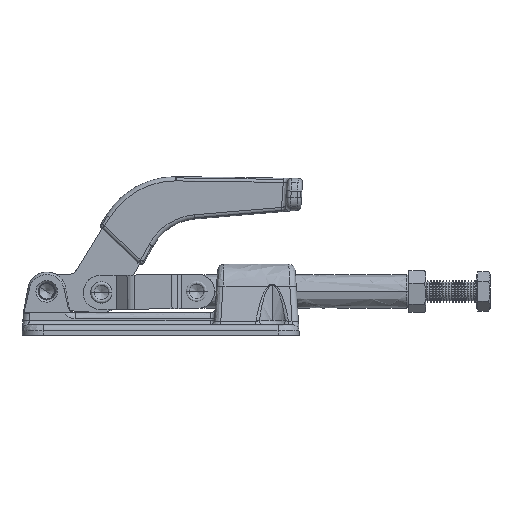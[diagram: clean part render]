
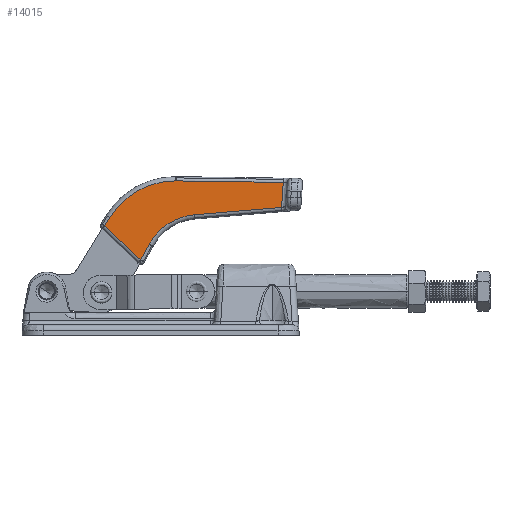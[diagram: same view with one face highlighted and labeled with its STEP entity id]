
A CAD part, left-side view. The second image highlights one B-rep face of the part: STEP entity #14015.
In plain terms, the highlighted planar face has unit normal (-1, 0, 0).
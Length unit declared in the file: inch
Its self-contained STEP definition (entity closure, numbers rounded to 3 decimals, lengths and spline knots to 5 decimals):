
#6318=EDGE_CURVE('',#14861,#9239,#19061,.T.);
#7712=EDGE_CURVE('',#17466,#16068,#20540,.T.);
#8083=EDGE_CURVE('',#16068,#14861,#20935,.T.);
#8121=VERTEX_POINT('',#20974);
#9239=VERTEX_POINT('',#22165);
#9387=EDGE_CURVE('',#14827,#10321,#22324,.T.);
#10321=VERTEX_POINT('',#23311);
#12461=VERTEX_POINT('',#25582);
#12485=EDGE_CURVE('',#10321,#13225,#25606,.T.);
#13225=VERTEX_POINT('',#26393);
#13433=EDGE_CURVE('',#9239,#14827,#26617,.T.);
#13900=EDGE_CURVE('',#12461,#8121,#27110,.T.);
#14015=ADVANCED_FACE('',(#27232),#27233,.F.);
#14827=VERTEX_POINT('',#28099);
#14861=VERTEX_POINT('',#28133);
#15477=EDGE_CURVE('',#13225,#12461,#28786,.T.);
#16068=VERTEX_POINT('',#29416);
#16739=EDGE_CURVE('',#8121,#17466,#30124,.T.);
#17466=VERTEX_POINT('',#30890);
#19061=B_SPLINE_CURVE_WITH_KNOTS('',3,(#32705,#32706,#32707,#32708,#32709,#32710,#32711,#32712,#32713,#32714,#32715,#32716,#32717,#32718,#32719,#32720,#32721,#32722,#32723,#32724,#32725,#32726,#32727,#32728,#32729,#32730,#32731,#32732),.UNSPECIFIED.,.F.,.F.,(4,3,3,3,3,3,3,3,3,4),(-0.60876,-0.50917,-0.40859,-0.34573,-0.30644,-0.26715,-0.20429,-0.10372,-0.0,0.01196),.UNSPECIFIED.);
#20540=CIRCLE('',#36792,1.41732);
#20935=LINE('',#37837,#37838);
#20974=CARTESIAN_POINT('',(-0.21654,0.93778,2.21133));
#22165=CARTESIAN_POINT('',(-0.21654,-2.2314,2.39949));
#22324=CIRCLE('',#42503,1.04331);
#23311=CARTESIAN_POINT('',(-0.21654,0.20936,1.72023));
#25582=CARTESIAN_POINT('',(-0.21654,1.03108,2.05895));
#25606=LINE('',#51969,#51970);
#26393=CARTESIAN_POINT('',(-0.21654,0.36604,1.43061));
#26617=LINE('',#54121,#54122);
#27110=LINE('',#55113,#55114);
#27232=FACE_OUTER_BOUND('',#55642,.T.);
#27233=PLANE('',#55643);
#28099=CARTESIAN_POINT('',(-0.21654,-0.62044,2.26339));
#28133=CARTESIAN_POINT('',(-0.21654,-2.26209,2.8607));
#28786=LINE('',#60818,#60819);
#29416=CARTESIAN_POINT('',(-0.21654,-0.29092,2.88844));
#30124=CIRCLE('',#64489,1.41732);
#30890=CARTESIAN_POINT('',(-0.21654,-0.27097,2.88858));
#32705=CARTESIAN_POINT('',(-0.21654,-2.26732,2.93937));
#32706=CARTESIAN_POINT('',(-0.21654,-2.26512,2.90625));
#32707=CARTESIAN_POINT('',(-0.21654,-2.26291,2.87313));
#32708=CARTESIAN_POINT('',(-0.21654,-2.26071,2.84));
#32709=CARTESIAN_POINT('',(-0.21654,-2.25848,2.80655));
#32710=CARTESIAN_POINT('',(-0.21654,-2.25626,2.7731));
#32711=CARTESIAN_POINT('',(-0.21654,-2.25403,2.73965));
#32712=CARTESIAN_POINT('',(-0.21654,-2.25264,2.71874));
#32713=CARTESIAN_POINT('',(-0.21654,-2.25125,2.69783));
#32714=CARTESIAN_POINT('',(-0.21654,-2.24986,2.67693));
#32715=CARTESIAN_POINT('',(-0.21654,-2.24899,2.66386));
#32716=CARTESIAN_POINT('',(-0.21654,-2.24812,2.65079));
#32717=CARTESIAN_POINT('',(-0.21654,-2.24725,2.63773));
#32718=CARTESIAN_POINT('',(-0.21654,-2.24638,2.62466));
#32719=CARTESIAN_POINT('',(-0.21654,-2.24551,2.61159));
#32720=CARTESIAN_POINT('',(-0.21654,-2.24464,2.59852));
#32721=CARTESIAN_POINT('',(-0.21654,-2.24325,2.57762));
#32722=CARTESIAN_POINT('',(-0.21654,-2.24186,2.55671));
#32723=CARTESIAN_POINT('',(-0.21654,-2.24047,2.5358));
#32724=CARTESIAN_POINT('',(-0.21654,-2.23825,2.50235));
#32725=CARTESIAN_POINT('',(-0.21654,-2.23602,2.4689));
#32726=CARTESIAN_POINT('',(-0.21654,-2.23379,2.43545));
#32727=CARTESIAN_POINT('',(-0.21654,-2.2315,2.40095));
#32728=CARTESIAN_POINT('',(-0.21654,-2.2292,2.36646));
#32729=CARTESIAN_POINT('',(-0.21654,-2.22691,2.33196));
#32730=CARTESIAN_POINT('',(-0.21654,-2.22665,2.32798));
#32731=CARTESIAN_POINT('',(-0.21654,-2.22638,2.324));
#32732=CARTESIAN_POINT('',(-0.21654,-2.22612,2.32003));
#36792=AXIS2_PLACEMENT_3D('',#71441,#71442,#71443);
#37837=CARTESIAN_POINT('',(-0.21654,-1.08501,2.87726));
#37838=VECTOR('',#71822,1.);
#42503=AXIS2_PLACEMENT_3D('',#73270,#73271,#73272);
#51969=CARTESIAN_POINT('',(-0.21654,0.01421,2.08095));
#51970=VECTOR('',#76912,1.0);
#54121=CARTESIAN_POINT('',(-0.21654,-1.15844,2.30884));
#54122=VECTOR('',#78036,1.);
#55113=CARTESIAN_POINT('',(-0.21654,0.70263,2.5954));
#55114=VECTOR('',#78600,1.0);
#55642=EDGE_LOOP('',(#78703,#78704,#78705,#78706,#78707,#78708,#78709,#78710,#78711));
#55643=AXIS2_PLACEMENT_3D('',#78712,#78713,#78714);
#60818=CARTESIAN_POINT('',(-0.21654,0.48428,1.54233));
#60819=VECTOR('',#80503,1.0);
#64489=AXIS2_PLACEMENT_3D('',#81966,#81967,#81968);
#71441=CARTESIAN_POINT('',(-0.21654,-0.27097,1.47125));
#71442=DIRECTION('',(1.0,0.,0.));
#71443=DIRECTION('',(0.,0.483,0.876));
#71822=DIRECTION('',(0.,-1.,-0.014));
#73270=CARTESIAN_POINT('',(-0.21654,-0.70827,1.22379));
#73271=DIRECTION('',(-1.0,0.,0.));
#73272=DIRECTION('',(0.,0.548,0.837));
#76912=DIRECTION('',(0.,0.476,-0.88));
#78036=DIRECTION('',(0.,0.996,-0.084));
#78600=DIRECTION('',(0.,-0.522,0.853));
#78703=ORIENTED_EDGE('',*,*,#15477,.F.);
#78704=ORIENTED_EDGE('',*,*,#12485,.F.);
#78705=ORIENTED_EDGE('',*,*,#9387,.F.);
#78706=ORIENTED_EDGE('',*,*,#13433,.F.);
#78707=ORIENTED_EDGE('',*,*,#6318,.F.);
#78708=ORIENTED_EDGE('',*,*,#8083,.F.);
#78709=ORIENTED_EDGE('',*,*,#7712,.F.);
#78710=ORIENTED_EDGE('',*,*,#16739,.F.);
#78711=ORIENTED_EDGE('',*,*,#13900,.F.);
#78712=CARTESIAN_POINT('',(-0.21654,-0.70731,2.4024));
#78713=DIRECTION('',(1.0,0.,0.));
#78714=DIRECTION('',(0.,0.0,-1.0));
#80503=DIRECTION('',(0.,0.727,0.687));
#81966=CARTESIAN_POINT('',(-0.21654,-0.27097,1.47125));
#81967=DIRECTION('',(1.0,0.,0.));
#81968=DIRECTION('',(0.,0.483,0.876));
